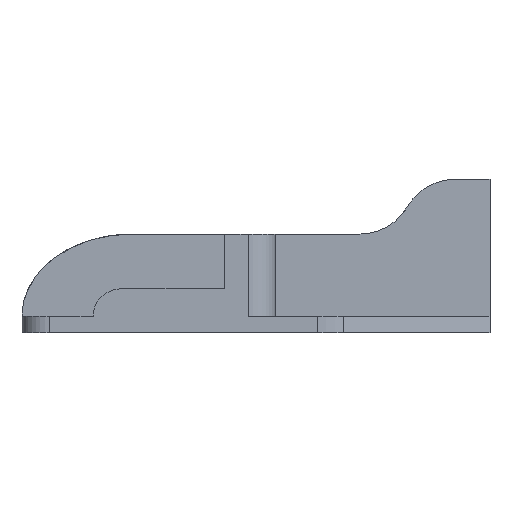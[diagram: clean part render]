
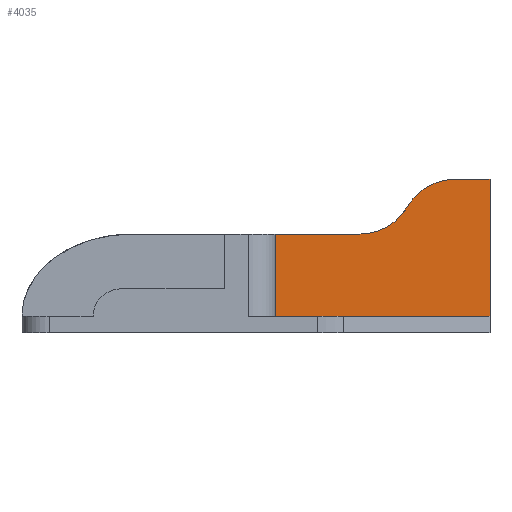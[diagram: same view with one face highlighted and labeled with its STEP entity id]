
A CAD part, left-side view. The second image highlights one B-rep face of the part: STEP entity #4035.
In plain terms, the highlighted planar face has unit normal (-1, 0, 0).
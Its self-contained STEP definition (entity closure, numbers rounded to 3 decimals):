
#24 = EDGE_CURVE ( 'NONE', #2778, #2170, #1096, .T. ) ;
#91 = EDGE_CURVE ( 'NONE', #3331, #3679, #3253, .T. ) ;
#122 = EDGE_CURVE ( 'NONE', #3679, #921, #1965, .T. ) ;
#152 = LINE ( 'NONE', #456, #4342 ) ;
#438 = VECTOR ( 'NONE', #507, 1000. ) ;
#439 = CARTESIAN_POINT ( 'NONE',  ( 172.479, 151.572, 33.825 ) ) ;
#453 = CARTESIAN_POINT ( 'NONE',  ( 172.479, 127.846, 43.825 ) ) ;
#456 = CARTESIAN_POINT ( 'NONE',  ( 172.479, 127.846, 18.825 ) ) ;
#493 = EDGE_CURVE ( 'NONE', #2861, #1536, #4363, .T. ) ;
#507 = DIRECTION ( 'NONE',  ( 0., -1., 0. ) ) ;
#586 = EDGE_CURVE ( 'NONE', #1536, #2170, #152, .T. ) ;
#776 = FACE_OUTER_BOUND ( 'NONE', #2319, .T. ) ;
#854 = DIRECTION ( 'NONE',  ( 1., 0., 0. ) ) ;
#921 = VERTEX_POINT ( 'NONE', #439 ) ;
#989 = ORIENTED_EDGE ( 'NONE', *, *, #1492, .F. ) ;
#1093 = CARTESIAN_POINT ( 'NONE',  ( 172.479, 134.251, 43.825 ) ) ;
#1096 = LINE ( 'NONE', #1785, #2956 ) ;
#1214 = ORIENTED_EDGE ( 'NONE', *, *, #586, .T. ) ;
#1377 = AXIS2_PLACEMENT_3D ( 'NONE', #2986, #854, #2644 ) ;
#1492 = EDGE_CURVE ( 'NONE', #2861, #921, #2243, .T. ) ;
#1536 = VERTEX_POINT ( 'NONE', #2437 ) ;
#1564 = ORIENTED_EDGE ( 'NONE', *, *, #493, .T. ) ;
#1785 = CARTESIAN_POINT ( 'NONE',  ( 172.479, 127.846, 43.825 ) ) ;
#1829 = PLANE ( 'NONE',  #3486 ) ;
#1830 = DIRECTION ( 'NONE',  ( 0., 0., -1. ) ) ;
#1965 = CIRCLE ( 'NONE', #1377, 10. ) ;
#2024 = DIRECTION ( 'NONE',  ( 0., -1., 0. ) ) ;
#2170 = VERTEX_POINT ( 'NONE', #3836 ) ;
#2187 = CARTESIAN_POINT ( 'NONE',  ( 172.479, 134.251, 33.825 ) ) ;
#2215 = CARTESIAN_POINT ( 'NONE',  ( 172.479, 166.952, 43.825 ) ) ;
#2236 = DIRECTION ( 'NONE',  ( 0., -1., 0. ) ) ;
#2243 = LINE ( 'NONE', #3638, #438 ) ;
#2319 = EDGE_LOOP ( 'NONE', ( #3408, #2384, #2750, #989, #1564, #1214, #2514 ) ) ;
#2384 = ORIENTED_EDGE ( 'NONE', *, *, #91, .T. ) ;
#2406 = CARTESIAN_POINT ( 'NONE',  ( 172.479, 166.952, 33.825 ) ) ;
#2437 = CARTESIAN_POINT ( 'NONE',  ( 172.479, 166.952, 18.825 ) ) ;
#2514 = ORIENTED_EDGE ( 'NONE', *, *, #24, .F. ) ;
#2603 = CARTESIAN_POINT ( 'NONE',  ( 172.479, 127.846, 43.825 ) ) ;
#2644 = DIRECTION ( 'NONE',  ( 0., 1., 0. ) ) ;
#2747 = VECTOR ( 'NONE', #1830, 1000. ) ;
#2750 = ORIENTED_EDGE ( 'NONE', *, *, #122, .T. ) ;
#2778 = VERTEX_POINT ( 'NONE', #2603 ) ;
#2861 = VERTEX_POINT ( 'NONE', #2406 ) ;
#2943 = DIRECTION ( 'NONE',  ( 1., 0., 0. ) ) ;
#2956 = VECTOR ( 'NONE', #4228, 1000. ) ;
#2986 = CARTESIAN_POINT ( 'NONE',  ( 172.479, 151.572, 43.825 ) ) ;
#3016 = LINE ( 'NONE', #4407, #3799 ) ;
#3122 = EDGE_CURVE ( 'NONE', #3331, #2778, #3016, .T. ) ;
#3253 = CIRCLE ( 'NONE', #3838, 10. ) ;
#3331 = VERTEX_POINT ( 'NONE', #1093 ) ;
#3408 = ORIENTED_EDGE ( 'NONE', *, *, #3122, .F. ) ;
#3486 = AXIS2_PLACEMENT_3D ( 'NONE', #453, #2943, #4337 ) ;
#3513 = CARTESIAN_POINT ( 'NONE',  ( 172.479, 142.912, 38.825 ) ) ;
#3543 = DIRECTION ( 'NONE',  ( -1., 0., 0. ) ) ;
#3609 = DIRECTION ( 'NONE',  ( 0., 1., 0. ) ) ;
#3638 = CARTESIAN_POINT ( 'NONE',  ( 172.479, 166.952, 33.825 ) ) ;
#3679 = VERTEX_POINT ( 'NONE', #3513 ) ;
#3799 = VECTOR ( 'NONE', #2024, 1000. ) ;
#3836 = CARTESIAN_POINT ( 'NONE',  ( 172.479, 127.846, 18.825 ) ) ;
#3838 = AXIS2_PLACEMENT_3D ( 'NONE', #2187, #3543, #3609 ) ;
#4035 = ADVANCED_FACE ( 'NONE', ( #776 ), #1829, .F. ) ;
#4228 = DIRECTION ( 'NONE',  ( 0., 0., -1. ) ) ;
#4337 = DIRECTION ( 'NONE',  ( 0., 1., 0. ) ) ;
#4342 = VECTOR ( 'NONE', #2236, 1000. ) ;
#4363 = LINE ( 'NONE', #2215, #2747 ) ;
#4407 = CARTESIAN_POINT ( 'NONE',  ( 172.479, 127.846, 43.825 ) ) ;
